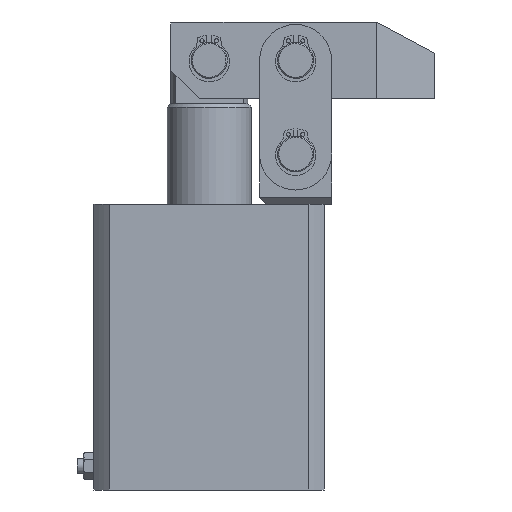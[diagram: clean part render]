
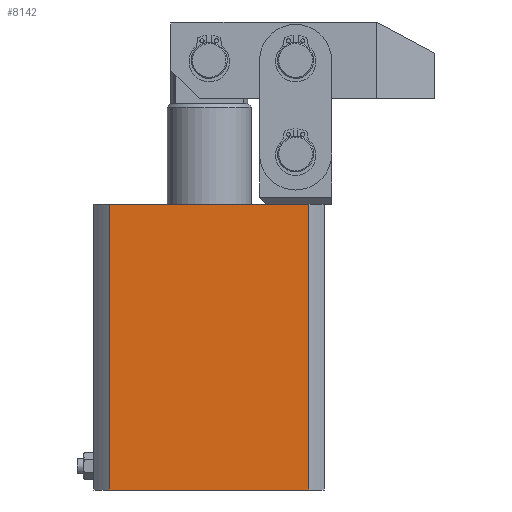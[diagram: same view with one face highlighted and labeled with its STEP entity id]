
A CAD part, front view. The second image highlights one B-rep face of the part: STEP entity #8142.
In plain terms, the highlighted planar face has unit normal (0, -1, 0).
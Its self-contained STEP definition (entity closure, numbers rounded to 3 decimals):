
#429 = CARTESIAN_POINT ( 'NONE',  ( 0., -48., 119. ) ) ;
#433 = PLANE ( 'NONE',  #4368 ) ;
#436 = DIRECTION ( 'NONE',  ( 0., 1., 0. ) ) ;
#437 = DIRECTION ( 'NONE',  ( 0., 0., 1. ) ) ;
#1016 = LINE ( 'NONE', #6652, #1019 ) ;
#1019 = VECTOR ( 'NONE', #6653, 1000. ) ;
#3243 = CARTESIAN_POINT ( 'NONE',  ( 0., -48., 0. ) ) ;
#3244 = DIRECTION ( 'NONE',  ( 1., 0., 0. ) ) ;
#4368 = AXIS2_PLACEMENT_3D ( 'NONE', #429, #436, #437 ) ;
#5576 = VERTEX_POINT ( 'NONE', #7158 ) ;
#5591 = VERTEX_POINT ( 'NONE', #7173 ) ;
#5664 = EDGE_LOOP ( 'NONE', ( #8047, #8063, #8059, #8062 ) ) ;
#5746 = VERTEX_POINT ( 'NONE', #7231 ) ;
#5760 = VERTEX_POINT ( 'NONE', #7245 ) ;
#6060 = LINE ( 'NONE', #7351, #6063 ) ;
#6063 = VECTOR ( 'NONE', #7353, 1000. ) ;
#6093 = LINE ( 'NONE', #7399, #6099 ) ;
#6099 = VECTOR ( 'NONE', #7406, 1000. ) ;
#6652 = CARTESIAN_POINT ( 'NONE',  ( 0., -48., 119. ) ) ;
#6653 = DIRECTION ( 'NONE',  ( 1., 0., 0. ) ) ;
#7158 = CARTESIAN_POINT ( 'NONE',  ( -41.572, -48., 0. ) ) ;
#7173 = CARTESIAN_POINT ( 'NONE',  ( 41.572, -48., 0. ) ) ;
#7231 = CARTESIAN_POINT ( 'NONE',  ( 41.572, -48., 119. ) ) ;
#7245 = CARTESIAN_POINT ( 'NONE',  ( -41.572, -48., 119. ) ) ;
#7351 = CARTESIAN_POINT ( 'NONE',  ( -41.572, -48., 119. ) ) ;
#7353 = DIRECTION ( 'NONE',  ( 0., 0., -1. ) ) ;
#7399 = CARTESIAN_POINT ( 'NONE',  ( 41.572, -48., 119. ) ) ;
#7406 = DIRECTION ( 'NONE',  ( 0., 0., -1. ) ) ;
#7979 = EDGE_CURVE ( 'NONE', #5760, #5576, #6060, .T. ) ;
#8000 = EDGE_CURVE ( 'NONE', #5746, #5591, #6093, .T. ) ;
#8047 = ORIENTED_EDGE ( 'NONE', *, *, #8992, .T. ) ;
#8059 = ORIENTED_EDGE ( 'NONE', *, *, #9346, .F. ) ;
#8062 = ORIENTED_EDGE ( 'NONE', *, *, #7979, .T. ) ;
#8063 = ORIENTED_EDGE ( 'NONE', *, *, #8000, .F. ) ;
#8142 = ADVANCED_FACE ( 'NONE', ( #8528 ), #433, .F. ) ;
#8528 = FACE_OUTER_BOUND ( 'NONE', #5664, .T. ) ;
#8875 = LINE ( 'NONE', #3243, #8876 ) ;
#8876 = VECTOR ( 'NONE', #3244, 1000. ) ;
#8992 = EDGE_CURVE ( 'NONE', #5576, #5591, #8875, .T. ) ;
#9346 = EDGE_CURVE ( 'NONE', #5760, #5746, #1016, .T. ) ;
